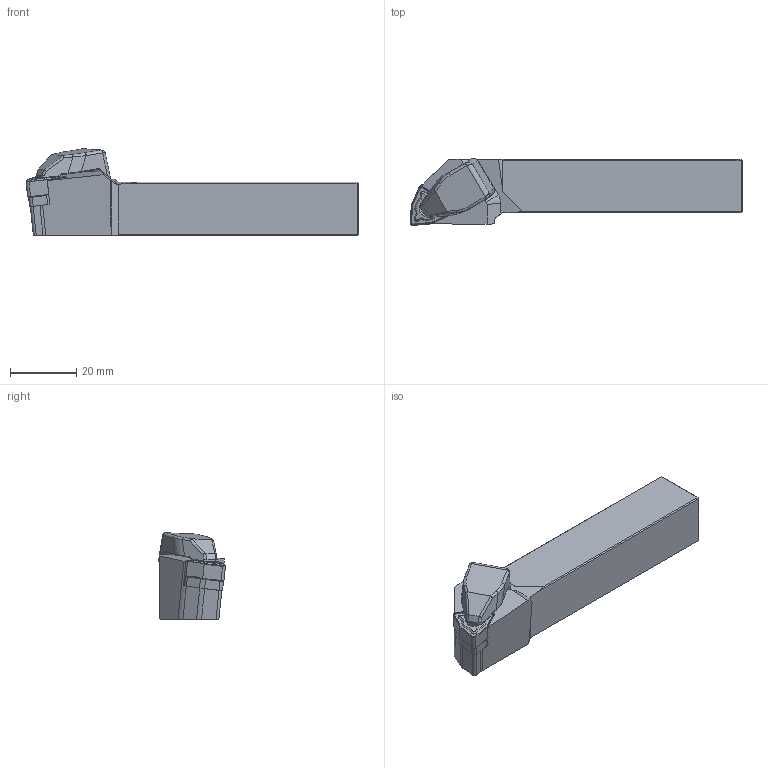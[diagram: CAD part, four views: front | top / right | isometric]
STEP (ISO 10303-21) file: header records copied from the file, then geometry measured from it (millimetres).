
FILE_DESCRIPTION(/* description */ (''),/* implementation_level */ '2;1');
FILE_NAME(/* name */ 'TWLNR-1616-H06.stp',/* time_stamp */ '2023-10-16T11:22:51+03:00',/* author */ (''),/* organization */ (''),/* preprocessor_version */ 'ST-DEVELOPER v19.4',/* originating_system */ 'SIEMENS PLM Software NX2306.3001',/* authorisation */ '');
FILE_SCHEMA (('AUTOMOTIVE_DESIGN { 1 0 10303 214 3 1 1 1 }'));
Length unit declared in the file: millimetre
Products named in the file (1): TWLNR-1616-H06
Bounding box: 99.93 x 20.15 x 26.03 mm (x, y, z)
Volume: 27226.8 mm3; surface area: 8063.2 mm2
Topology: 2 solids, 2 shells, 197 faces, 503 edges, 315 vertices
Faces by surface type: plane 100, cylinder 53, cone 21, bspline 19, sphere 2, torus 2
Full cylindrical faces by diameter (mm): 3.4 x1, 3.8 x1, 6 x1
Entity records: 6350 total; most frequent: CARTESIAN_POINT 1589, DIRECTION 998, ORIENTED_EDGE 982, EDGE_CURVE 491, AXIS2_PLACEMENT_3D 352, VERTEX_POINT 313, LINE 294, VECTOR 294
